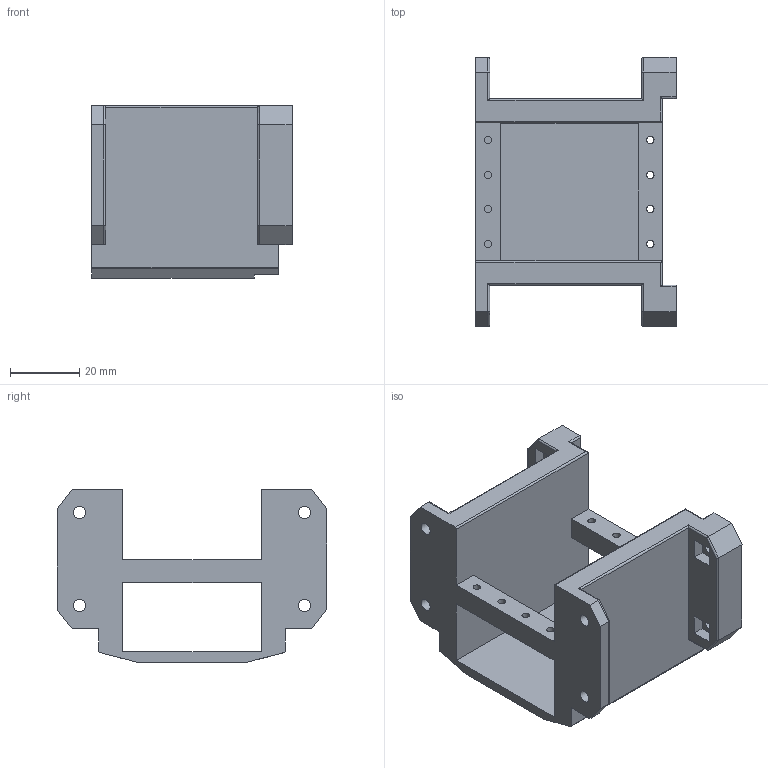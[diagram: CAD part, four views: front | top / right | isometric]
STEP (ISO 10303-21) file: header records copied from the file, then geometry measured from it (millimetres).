
FILE_DESCRIPTION(/* description */ (''),/* implementation_level */ '2;1');
FILE_NAME(/* name */ 'HAND v2_Servo Holder v3.step',/* time_stamp */ '2020-02-25T19:10:55-08:00',/* author */ (''),/* organization */ (''),/* preprocessor_version */ 'ST-DEVELOPER v18',/* originating_system */ 'Autodesk Translation Framework v8.12.0.6',/* authorisation */ '');
FILE_SCHEMA (('AUTOMOTIVE_DESIGN { 1 0 10303 214 3 1 1 }'));
Length unit declared in the file: millimetre
Products named in the file (1): HAND v2_Servo Holder
Bounding box: 58 x 77.93 x 50 mm (x, y, z)
Volume: 57179 mm3; surface area: 24736.1 mm2
Topology: 1 solids, 1 shells, 111 faces, 302 edges, 194 vertices
Faces by surface type: plane 63, cylinder 48
Full cylindrical faces by diameter (mm): 2.175 x8, 3.556 x8
Entity records: 3588 total; most frequent: CARTESIAN_POINT 608, ORIENTED_EDGE 604, DIRECTION 602, EDGE_CURVE 302, LINE 226, VECTOR 226, VERTEX_POINT 194, AXIS2_PLACEMENT_3D 188
